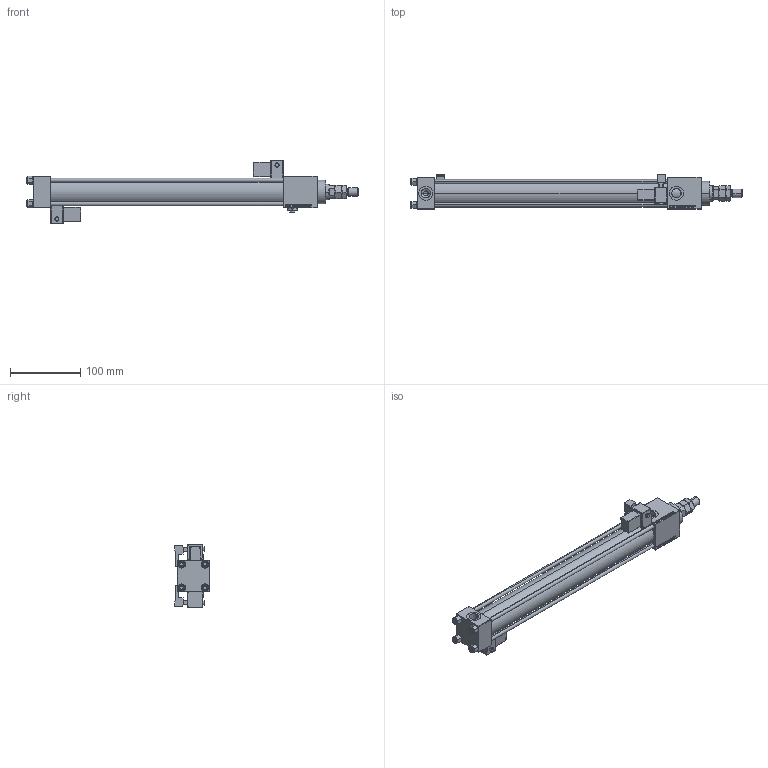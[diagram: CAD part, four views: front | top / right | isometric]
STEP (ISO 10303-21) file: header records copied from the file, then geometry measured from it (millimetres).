
FILE_DESCRIPTION (( 'STEP AP203' ), '1' );
FILE_NAME ('98f9.STEP', '2025-10-08T11:14:45', ( '' ), ( '' ), 'SwSTEP 2.0', 'SolidWorks 2019', '' );
FILE_SCHEMA (( 'CONFIG_CONTROL_DESIGN' ));
Length unit declared in the file: millimetre
Products named in the file (9): NUT_M5_C a3c8ed4d82352a7aff27a05df22483cb; V215CR_C_Body a3c8ed4d82352a7aff27a05df22483cb; V215_VC_A a3c8ed4d82352a7aff27a05df22483cb; V215CR_C_TYCINKA a3c8ed4d82352a7aff27a05df22483cb; 98f9; MTA a3c8ed4d82352a7aff27a05df22483cb; V215CR_VCP_C a3c8ed4d82352a7aff27a05df22483cb; Zatka_pro_OIL_PORT a3c8ed4d82352a7aff27a05df22483cb; V215CR_MSU a3c8ed4d82352a7aff27a05df22483cb
Assembly tree (15 placements, depth 2):
  98f9
    V215CR_C_Body a3c8ed4d82352a7aff27a05df22483cb
    V215CR_VCP_C a3c8ed4d82352a7aff27a05df22483cb
    NUT_M5_C a3c8ed4d82352a7aff27a05df22483cb  x4
    V215CR_C_TYCINKA a3c8ed4d82352a7aff27a05df22483cb  x4
    V215_VC_A a3c8ed4d82352a7aff27a05df22483cb
    MTA a3c8ed4d82352a7aff27a05df22483cb
    V215CR_MSU a3c8ed4d82352a7aff27a05df22483cb  x2
    Zatka_pro_OIL_PORT a3c8ed4d82352a7aff27a05df22483cb
Bounding box: 471 x 48.72 x 90.31 mm (x, y, z)
Volume: 487255.2 mm3; surface area: 188420.6 mm2
Topology: 15 solids, 15 shells, 1402 faces, 3457 edges, 2187 vertices
Faces by surface type: plane 626, bspline 392, cone 184, cylinder 154, sphere 24, torus 22
Entity records: 55718 total; most frequent: CARTESIAN_POINT 28538, ORIENTED_EDGE 6012, DIRECTION 4076, EDGE_CURVE 3006, VERTEX_POINT 1943, VECTOR 1756, LINE 1756, EDGE_LOOP 1339
